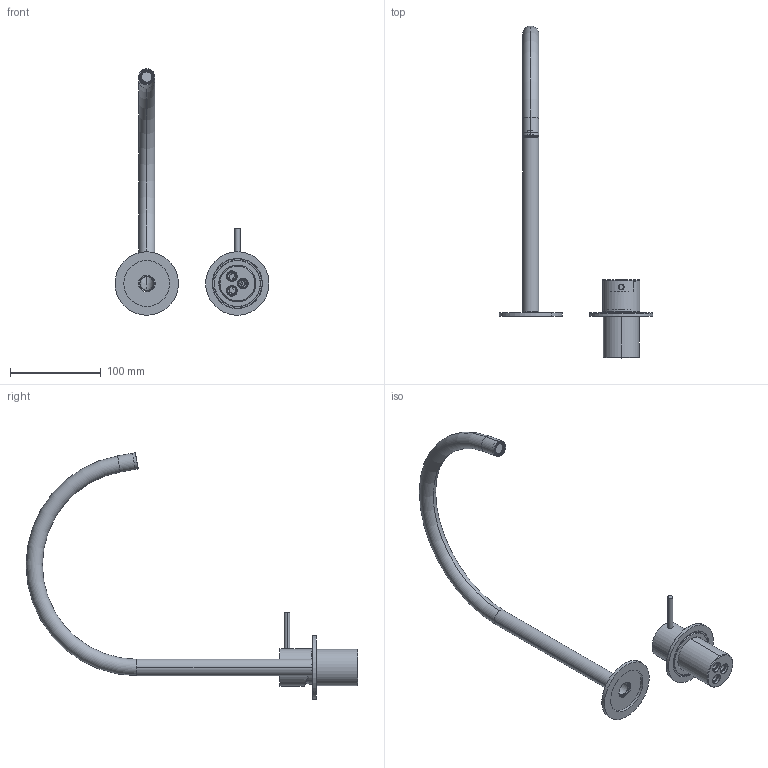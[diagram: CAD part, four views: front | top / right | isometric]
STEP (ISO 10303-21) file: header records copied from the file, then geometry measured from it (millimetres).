
FILE_DESCRIPTION (( 'STEP AP214' ), '1' );
FILE_NAME ('KTC.0004.U 3D.STEP', '2023-03-30T08:56:20', ( '' ), ( '' ), 'SwSTEP 2.0', 'SolidWorks 2022', '' );
FILE_SCHEMA (( 'AUTOMOTIVE_DESIGN' ));
Length unit declared in the file: millimetre
Products named in the file (10): PERNO M4; 0092.006.00; Areador M16.5x1; 0378.002.00; 0290.001.00; 0044.000.23; 0092.010.00; KTC.0004.U 3D; 0092.005.00; 0147.002.00
Assembly tree (9 placements, depth 2):
  KTC.0004.U 3D
    Areador M16.5x1
    0092.010.00
    0092.005.00
    0092.006.00
    0147.002.00
    PERNO M4
    0044.000.23
    0378.002.00
    0290.001.00
Bounding box: 169.87 x 366.17 x 271.93 mm (x, y, z)
Volume: 103151.9 mm3; surface area: 103695.1 mm2
Topology: 9 solids, 9 shells, 300 faces, 681 edges, 411 vertices
Faces by surface type: cylinder 113, cone 87, plane 82, torus 16, bspline 2
Entity records: 10596 total; most frequent: CARTESIAN_POINT 3061, DIRECTION 1605, ORIENTED_EDGE 1338, EDGE_CURVE 669, AXIS2_PLACEMENT_3D 661, VERTEX_POINT 411, CIRCLE 351, EDGE_LOOP 342
